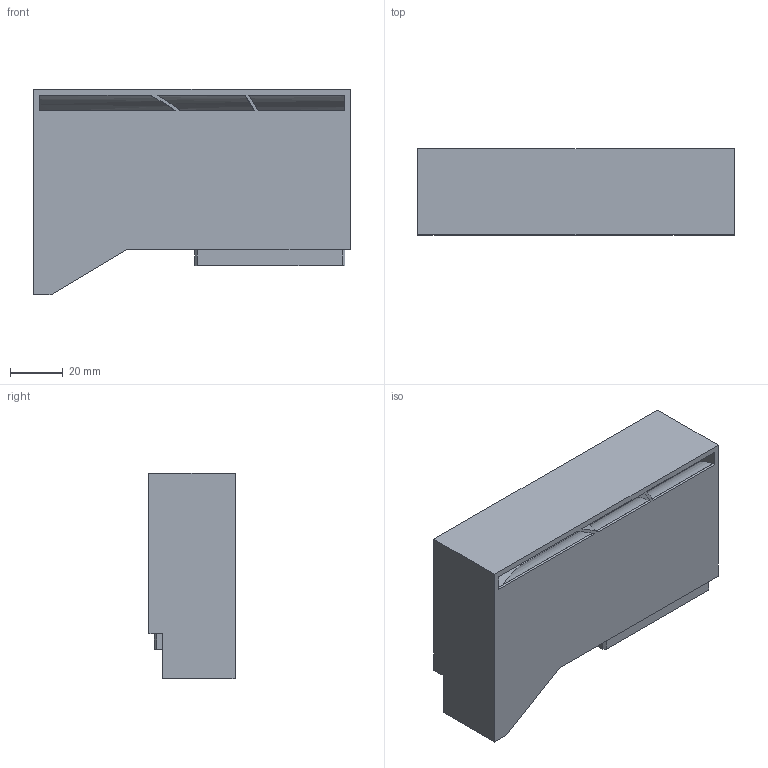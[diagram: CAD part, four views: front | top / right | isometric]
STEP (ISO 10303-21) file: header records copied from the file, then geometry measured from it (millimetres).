
FILE_DESCRIPTION(('FreeCAD Model'),'2;1');
FILE_NAME('Open CASCADE Shape Model','1974-01-01T00:00:00',(''),(''), 'Open CASCADE STEP processor 7.7','FreeCAD','Unknown');
FILE_SCHEMA(('AUTOMOTIVE_DESIGN { 1 0 10303 214 1 1 1 1 }'));
Length unit declared in the file: millimetre
Products named in the file (1): k1_side_fan_duct_step
Bounding box: 119.5 x 32.5 x 77.58 mm (x, y, z)
Volume: 152135.1 mm3; surface area: 48342.8 mm2
Topology: 1 solids, 1 shells, 65 faces, 194 edges, 128 vertices
Faces by surface type: plane 50, cylinder 15
Full cylindrical faces by diameter (mm): 4.2 x1
Entity records: 2570 total; most frequent: CARTESIAN_POINT 798, ORIENTED_EDGE 388, DIRECTION 342, EDGE_CURVE 194, LINE 138, VECTOR 138, VERTEX_POINT 128, AXIS2_PLACEMENT_3D 102
